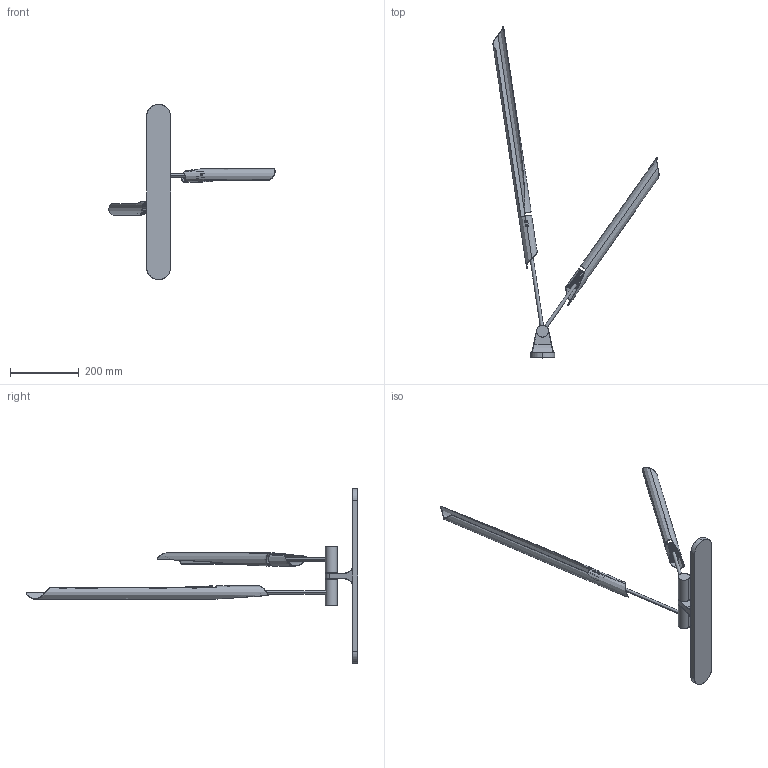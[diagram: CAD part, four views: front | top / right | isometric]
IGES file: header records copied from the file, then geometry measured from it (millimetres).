
Start section: SolidWorks IGES file using analytic representation for surfaces
Global section: file name: BODS2 - Boden - Sconce 02.IGS; native system: SolidWorks 2021; preprocessor: SolidWorks 2021; author: dum; date: 220509.175623; units: millimetre
Bounding box: 482.16 x 963.15 x 508 mm (x, y, z)
Surface area: 384449.4 mm2 (no closed solid volume)
Topology: 0 solids, 0 shells, 681 faces, 9311 edges, 9294 vertices
Faces by surface type: revolution 377, bspline 304
